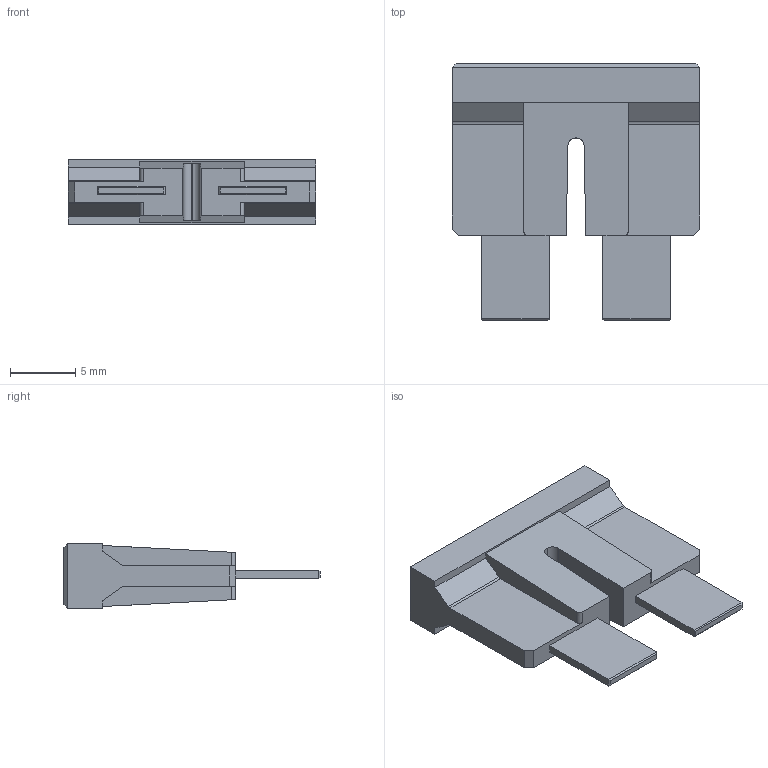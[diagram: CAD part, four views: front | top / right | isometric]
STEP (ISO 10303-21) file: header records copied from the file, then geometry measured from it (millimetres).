
FILE_DESCRIPTION((''),'2;1');
FILE_NAME('9720094','2016-05-04T',('Claudinei'),(''),'PRO/ENGINEER BY PARAMETRIC TECHNOLOGY CORPORATION, 2012130','PRO/ENGINEER BY PARAMETRIC TECHNOLOGY CORPORATION, 2012130','');
FILE_SCHEMA(('CONFIG_CONTROL_DESIGN'));
Length unit declared in the file: millimetre
Products named in the file (1): 9720094
Bounding box: 19 x 19.7 x 5 mm (x, y, z)
Volume: 821.1 mm3; surface area: 958.5 mm2
Topology: 1 solids, 1 shells, 60 faces, 156 edges, 100 vertices
Faces by surface type: plane 50, cylinder 10
Entity records: 1860 total; most frequent: CARTESIAN_POINT 358, ORIENTED_EDGE 312, DIRECTION 280, EDGE_CURVE 156, VECTOR 136, LINE 136, VERTEX_POINT 100, AXIS2_PLACEMENT_3D 72
